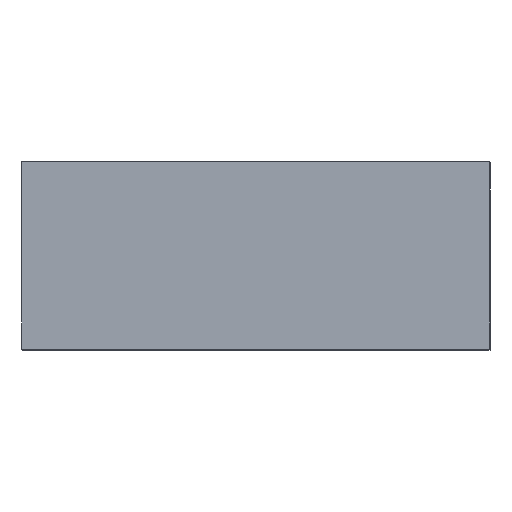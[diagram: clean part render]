
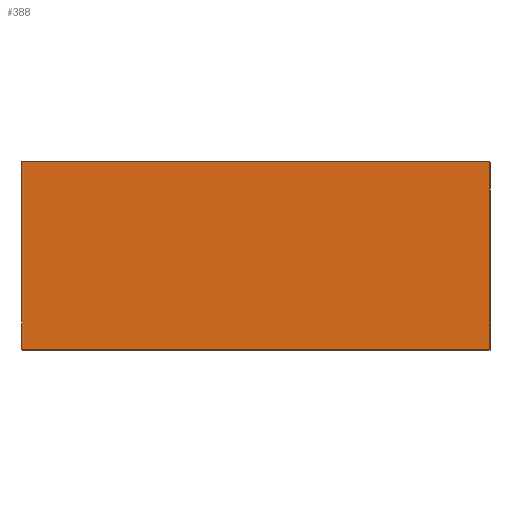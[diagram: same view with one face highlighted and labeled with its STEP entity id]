
A CAD part, top view. The second image highlights one B-rep face of the part: STEP entity #388.
In plain terms, the highlighted face is planar.
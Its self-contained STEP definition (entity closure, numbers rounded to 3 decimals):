
#388=ADVANCED_FACE('',(#618),#620,.T.);
#618=FACE_BOUND('',#619,.T.);
#619=EDGE_LOOP('',(#789,#790,#791,#792));
#620=PLANE('',#621);
#621=AXIS2_PLACEMENT_3D('',#622,#623,#624);
#622=CARTESIAN_POINT('',(-3.5,-26.872,1.));
#623=DIRECTION('',(-1.,0.,0.));
#624=DIRECTION('',(0.,0.,1.));
#789=ORIENTED_EDGE('',*,*,#870,.F.);
#790=ORIENTED_EDGE('',*,*,#876,.F.);
#791=ORIENTED_EDGE('',*,*,#875,.T.);
#792=ORIENTED_EDGE('',*,*,#872,.T.);
#870=EDGE_CURVE('',#1005,#1007,#1008,.T.);
#872=EDGE_CURVE('',#1010,#1007,#1011,.T.);
#875=EDGE_CURVE('',#1013,#1010,#1015,.T.);
#876=EDGE_CURVE('',#1013,#1005,#1016,.T.);
#1005=VERTEX_POINT('',#1297);
#1007=VERTEX_POINT('',#1301);
#1008=LINE('',#1302,#1303);
#1010=VERTEX_POINT('',#1308);
#1011=LINE('',#1309,#1310);
#1013=VERTEX_POINT('',#1315);
#1015=LINE('',#1319,#1320);
#1016=LINE('',#1322,#1323);
#1297=CARTESIAN_POINT('',(-3.5,-2.5,-1.));
#1301=CARTESIAN_POINT('',(-3.5,2.5,-1.));
#1302=CARTESIAN_POINT('',(-3.5,-2.5,-1.));
#1303=VECTOR('',#1304,1.);
#1304=DIRECTION('',(0.,1.,0.));
#1308=CARTESIAN_POINT('',(-3.5,2.5,1.));
#1309=CARTESIAN_POINT('',(-3.5,2.5,1.));
#1310=VECTOR('',#1311,1.);
#1311=DIRECTION('',(0.,0.,-1.));
#1315=CARTESIAN_POINT('',(-3.5,-2.5,1.));
#1319=CARTESIAN_POINT('',(-3.5,-2.5,1.));
#1320=VECTOR('',#1321,1.);
#1321=DIRECTION('',(0.,1.,0.));
#1322=CARTESIAN_POINT('',(-3.5,-2.5,1.));
#1323=VECTOR('',#1324,1.);
#1324=DIRECTION('',(0.,0.,-1.));
